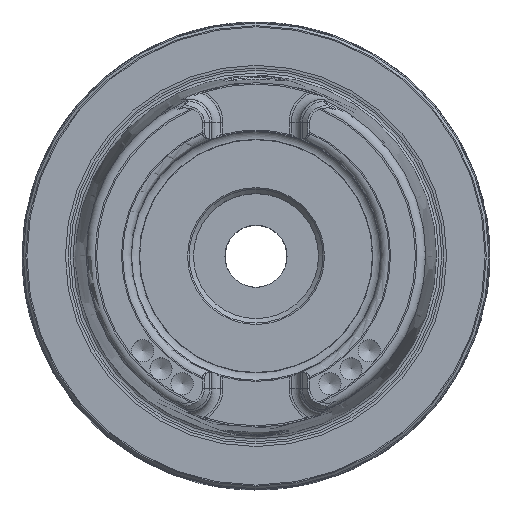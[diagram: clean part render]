
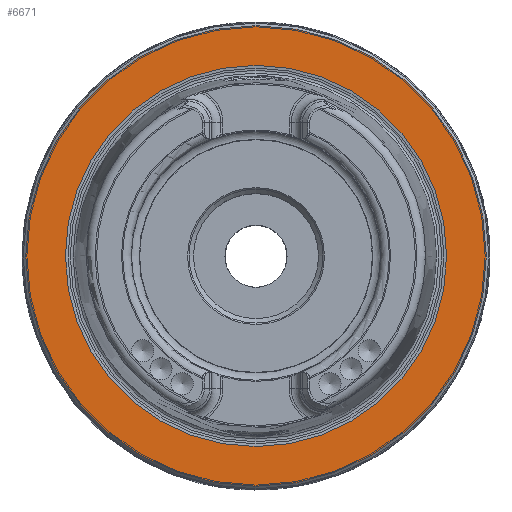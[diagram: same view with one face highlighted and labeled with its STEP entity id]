
A CAD part, top view. The second image highlights one B-rep face of the part: STEP entity #6671.
In plain terms, the highlighted planar face has unit normal (0, 0, 1).
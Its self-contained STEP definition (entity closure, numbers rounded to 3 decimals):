
#1604=ORIENTED_EDGE('',*,*,#2459,.T.);
#1605=ORIENTED_EDGE('',*,*,#2458,.F.);
#2458=EDGE_CURVE('',#2952,#2952,#3230,.T.);
#2459=EDGE_CURVE('',#2953,#2953,#3231,.T.);
#2952=VERTEX_POINT('',#10581);
#2953=VERTEX_POINT('',#10584);
#3230=CIRCLE('',#7194,25.782);
#3231=CIRCLE('',#7196,31.15);
#3594=EDGE_LOOP('',(#1604));
#3595=EDGE_LOOP('',(#1605));
#4064=FACE_BOUND('',#3594,.T.);
#4065=FACE_BOUND('',#3595,.T.);
#4289=PLANE('',#7195);
#6671=ADVANCED_FACE('',(#4064,#4065),#4289,.T.);
#7194=AXIS2_PLACEMENT_3D('',#10580,#8322,#8323);
#7195=AXIS2_PLACEMENT_3D('',#10582,#8324,#8325);
#7196=AXIS2_PLACEMENT_3D('',#10583,#8326,#8327);
#8322=DIRECTION('',(0.,0.,1.));
#8323=DIRECTION('',(1.,0.,0.));
#8324=DIRECTION('',(0.,0.,1.));
#8325=DIRECTION('',(1.,0.,0.));
#8326=DIRECTION('',(0.,0.,1.));
#8327=DIRECTION('',(1.,0.,0.));
#10580=CARTESIAN_POINT('',(0.,0.,0.2));
#10581=CARTESIAN_POINT('',(25.782,0.,0.2));
#10582=CARTESIAN_POINT('',(25.782,0.,0.2));
#10583=CARTESIAN_POINT('',(0.,0.,0.2));
#10584=CARTESIAN_POINT('',(31.15,0.,0.2));
